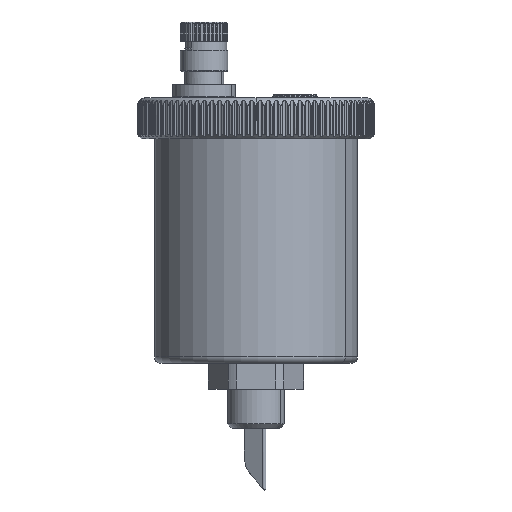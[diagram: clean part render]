
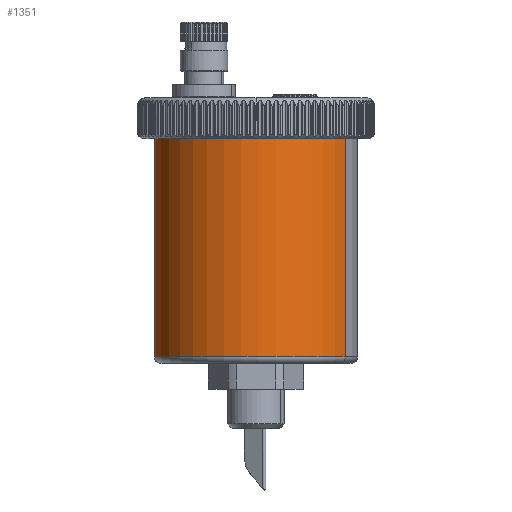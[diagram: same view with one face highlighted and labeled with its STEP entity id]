
A CAD part, left-side view. The second image highlights one B-rep face of the part: STEP entity #1351.
In plain terms, the highlighted cylindrical face has radius 23.5 mm (diameter 47 mm), a partial arc.
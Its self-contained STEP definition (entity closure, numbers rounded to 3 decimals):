
#1275=CARTESIAN_POINT('Vertex',(-11.267,-20.623,1.5)) ;
#1282=CARTESIAN_POINT('Vertex',(11.267,20.623,1.5)) ;
#1297=CARTESIAN_POINT('Axis2P3D Location',(0.,0.,1.5)) ;
#1309=CARTESIAN_POINT('Axis2P3D Location',(0.,0.,29.5)) ;
#1314=CARTESIAN_POINT('Line Origine',(-11.267,-20.623,27.)) ;
#1318=CARTESIAN_POINT('Vertex',(-11.267,-20.623,52.5)) ;
#1321=CARTESIAN_POINT('Line Origine',(11.267,20.623,27.)) ;
#1325=CARTESIAN_POINT('Vertex',(11.267,20.623,52.5)) ;
#1340=CARTESIAN_POINT('Axis2P3D Location',(0.,0.,52.5)) ;
#1298=DIRECTION('Axis2P3D Direction',(0.,0.,-1.)) ;
#1310=DIRECTION('Axis2P3D Direction',(0.,0.,-1.)) ;
#1311=DIRECTION('Axis2P3D XDirection',(-0.479,-0.878,0.)) ;
#1315=DIRECTION('Vector Direction',(0.,0.,-1.)) ;
#1322=DIRECTION('Vector Direction',(0.,0.,-1.)) ;
#1341=DIRECTION('Axis2P3D Direction',(0.,0.,-1.)) ;
#1299=AXIS2_PLACEMENT_3D('Circle Axis2P3D',#1297,#1298,$) ;
#1312=AXIS2_PLACEMENT_3D('Cylinder Axis2P3D',#1309,#1310,#1311) ;
#1342=AXIS2_PLACEMENT_3D('Circle Axis2P3D',#1340,#1341,$) ;
#1346=ORIENTED_EDGE('',*,*,#1327,.T.) ;
#1347=ORIENTED_EDGE('',*,*,#1301,.F.) ;
#1348=ORIENTED_EDGE('',*,*,#1320,.F.) ;
#1349=ORIENTED_EDGE('',*,*,#1344,.T.) ;
#1316=VECTOR('Line Direction',#1315,1.) ;
#1323=VECTOR('Line Direction',#1322,1.) ;
#1351=ADVANCED_FACE('PartBody',(#1350),#1313,.T.) ;
#1300=CIRCLE('generated circle',#1299,23.5) ;
#1343=CIRCLE('generated circle',#1342,23.5) ;
#1313=CYLINDRICAL_SURFACE('generated cylinder',#1312,23.5) ;
#1301=EDGE_CURVE('',#1276,#1283,#1300,.T.) ;
#1320=EDGE_CURVE('',#1319,#1276,#1317,.T.) ;
#1327=EDGE_CURVE('',#1326,#1283,#1324,.T.) ;
#1344=EDGE_CURVE('',#1319,#1326,#1343,.T.) ;
#1345=EDGE_LOOP('',(#1346,#1347,#1348,#1349)) ;
#1350=FACE_OUTER_BOUND('',#1345,.T.) ;
#1317=LINE('Line',#1314,#1316) ;
#1324=LINE('Line',#1321,#1323) ;
#1276=VERTEX_POINT('',#1275) ;
#1283=VERTEX_POINT('',#1282) ;
#1319=VERTEX_POINT('',#1318) ;
#1326=VERTEX_POINT('',#1325) ;
